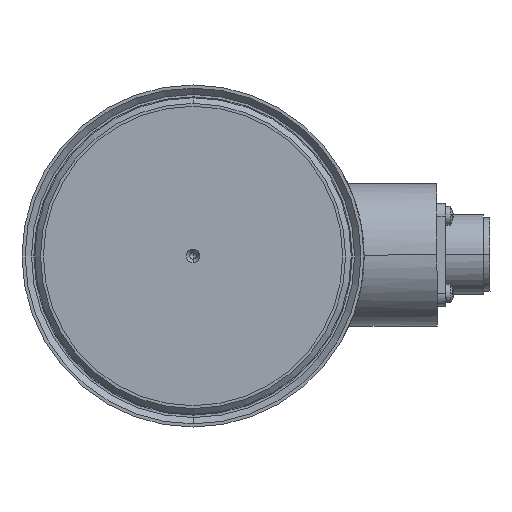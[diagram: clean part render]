
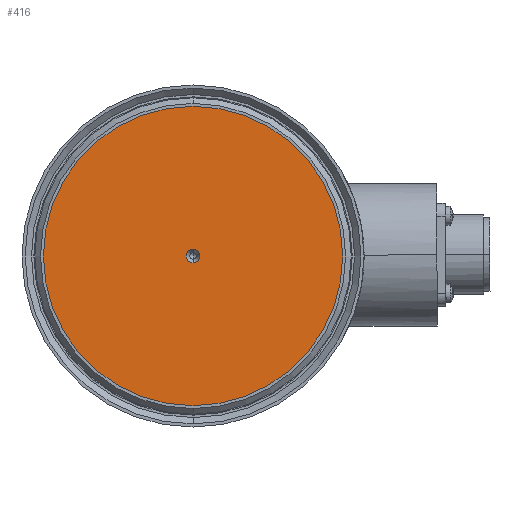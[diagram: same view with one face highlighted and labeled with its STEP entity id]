
A CAD part, left-side view. The second image highlights one B-rep face of the part: STEP entity #416.
In plain terms, the highlighted planar face has unit normal (-1, 0, 0).
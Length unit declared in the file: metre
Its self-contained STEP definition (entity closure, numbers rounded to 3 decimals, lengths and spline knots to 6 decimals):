
#416=ADVANCED_FACE('0:16421',(#1166,#1167),#1168,.T.);
#1166=FACE_OUTER_BOUND('',#2289,.T.);
#1167=FACE_BOUND('',#2290,.T.);
#1168=PLANE('',#2291);
#2289=EDGE_LOOP('',(#3580,#3581));
#2290=EDGE_LOOP('',(#3582,#3583));
#2291=AXIS2_PLACEMENT_3D('',#3584,#3585,#3586);
#3580=ORIENTED_EDGE('',*,*,#6810,.F.);
#3581=ORIENTED_EDGE('',*,*,#6752,.F.);
#3582=ORIENTED_EDGE('',*,*,#6811,.T.);
#3583=ORIENTED_EDGE('',*,*,#6812,.T.);
#3584=CARTESIAN_POINT('',(0.049589,0.148002,0.044567));
#3585=DIRECTION('',(-1.0,0.,0.));
#3586=DIRECTION('',(0.0,-1.0,0.));
#6752=EDGE_CURVE('',#8080,#8082,#8083,.T.);
#6810=EDGE_CURVE('0:18428',#8082,#8080,#8185,.T.);
#6811=EDGE_CURVE('0:18431',#8186,#8187,#8188,.T.);
#6812=EDGE_CURVE('',#8187,#8186,#8189,.T.);
#8080=VERTEX_POINT('',#10084);
#8082=VERTEX_POINT('',#10087);
#8083=CIRCLE('',#10088,0.04725);
#8185=CIRCLE('',#10249,0.04725);
#8186=VERTEX_POINT('',#10250);
#8187=VERTEX_POINT('',#10251);
#8188=CIRCLE('',#10252,0.002125);
#8189=CIRCLE('',#10253,0.002125);
#10084=CARTESIAN_POINT('',(0.049589,0.148002,0.067129));
#10087=CARTESIAN_POINT('',(0.049589,0.148002,-0.027371));
#10088=AXIS2_PLACEMENT_3D('',#13605,#13606,#13607);
#10249=AXIS2_PLACEMENT_3D('',#13688,#13689,#13690);
#10250=CARTESIAN_POINT('',(0.049589,0.148002,0.017754));
#10251=CARTESIAN_POINT('',(0.049589,0.148002,0.022004));
#10252=AXIS2_PLACEMENT_3D('',#13691,#13692,#13693);
#10253=AXIS2_PLACEMENT_3D('',#13694,#13695,#13696);
#13605=CARTESIAN_POINT('',(0.049589,0.148002,0.019879));
#13606=DIRECTION('',(1.0,0.0,0.0));
#13607=DIRECTION('',(0.0,0.,1.0));
#13688=CARTESIAN_POINT('',(0.049589,0.148002,0.019879));
#13689=DIRECTION('',(1.0,0.0,0.0));
#13690=DIRECTION('',(0.0,0.,1.0));
#13691=CARTESIAN_POINT('',(0.049589,0.148002,0.019879));
#13692=DIRECTION('',(1.0,0.0,0.0));
#13693=DIRECTION('',(0.0,0.,1.0));
#13694=CARTESIAN_POINT('',(0.049589,0.148002,0.019879));
#13695=DIRECTION('',(1.0,0.0,0.0));
#13696=DIRECTION('',(0.0,0.,1.0));
